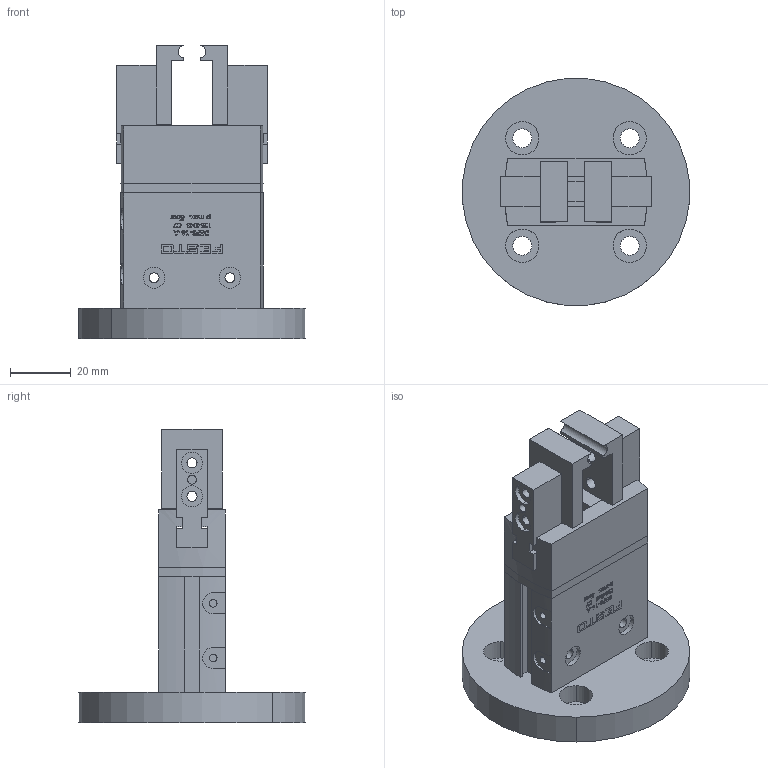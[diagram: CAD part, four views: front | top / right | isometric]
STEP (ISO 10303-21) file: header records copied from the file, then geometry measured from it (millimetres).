
FILE_DESCRIPTION (( 'STEP AP203' ), '1' );
FILE_NAME ('Montagem da garra festo.STEP', '2020-11-19T08:56:53', ( '' ), ( '' ), 'SwSTEP 2.0', 'SolidWorks 2017', '' );
FILE_SCHEMA (( 'CONFIG_CONTROL_DESIGN' ));
Length unit declared in the file: millimetre
Products named in the file (5): garra do cilindro_Predeterminada; Gripper_mount; corpo da garra_Predeterminada; Montagem da garra festo; Finger_inside_hole
Assembly tree (6 placements, depth 2):
  Montagem da garra festo
    corpo da garra_Predeterminada
    garra do cilindro_Predeterminada  x2
    Finger_inside_hole  x2
    Gripper_mount
Bounding box: 74.71 x 74.71 x 96.5 mm (x, y, z)
Volume: 108551.8 mm3; surface area: 38199.4 mm2
Topology: 8 solids, 8 shells, 629 faces, 1639 edges, 1086 vertices
Faces by surface type: plane 375, bspline 156, cylinder 94, cone 4
Entity records: 26906 total; most frequent: CARTESIAN_POINT 12805, ORIENTED_EDGE 3062, DIRECTION 2241, EDGE_CURVE 1531, LINE 1037, VECTOR 1037, VERTEX_POINT 1014, EDGE_LOOP 675
